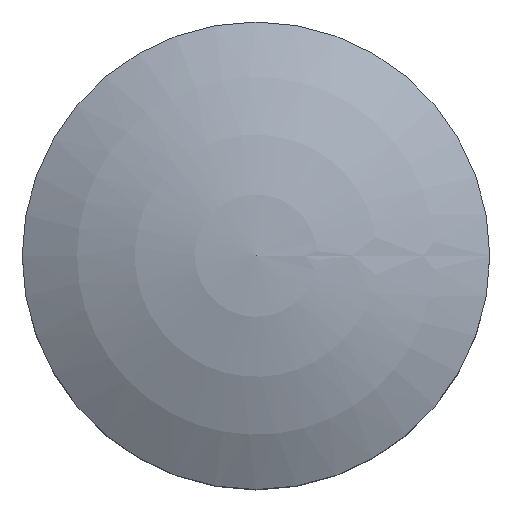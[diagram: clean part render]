
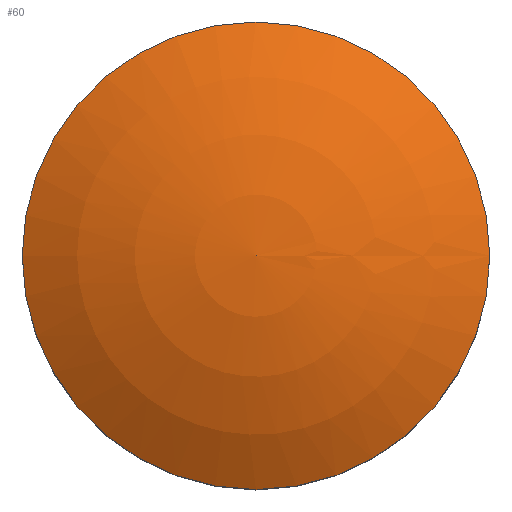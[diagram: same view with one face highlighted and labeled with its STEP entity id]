
A CAD part, top view. The second image highlights one B-rep face of the part: STEP entity #60.
In plain terms, the highlighted spherical face has radius 18 mm.
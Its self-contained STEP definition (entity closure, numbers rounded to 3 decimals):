
#60 = ADVANCED_FACE( '', ( #128 ), #129, .T. );
#128 = FACE_OUTER_BOUND( '', #197, .T. );
#129 = SPHERICAL_SURFACE( '', #198, 18. );
#197 = EDGE_LOOP( '', ( #280 ) );
#198 = AXIS2_PLACEMENT_3D( '', #281, #282, #283 );
#280 = ORIENTED_EDGE( '', *, *, #332, .T. );
#281 = CARTESIAN_POINT( '', ( 0., 0., -6. ) );
#282 = DIRECTION( '', ( 0., 0., 1. ) );
#283 = DIRECTION( '', ( 1., 0., 0. ) );
#332 = EDGE_CURVE( '', #373, #373, #374, .T. );
#373 = VERTEX_POINT( '', #419 );
#374 = CIRCLE( '', #420, 9. );
#419 = CARTESIAN_POINT( '', ( 9., 0., 9.588 ) );
#420 = AXIS2_PLACEMENT_3D( '', #467, #468, #469 );
#467 = CARTESIAN_POINT( '', ( 0., 0., 9.588 ) );
#468 = DIRECTION( '', ( 0., 0., 1. ) );
#469 = DIRECTION( '', ( 1., 0., 0. ) );
